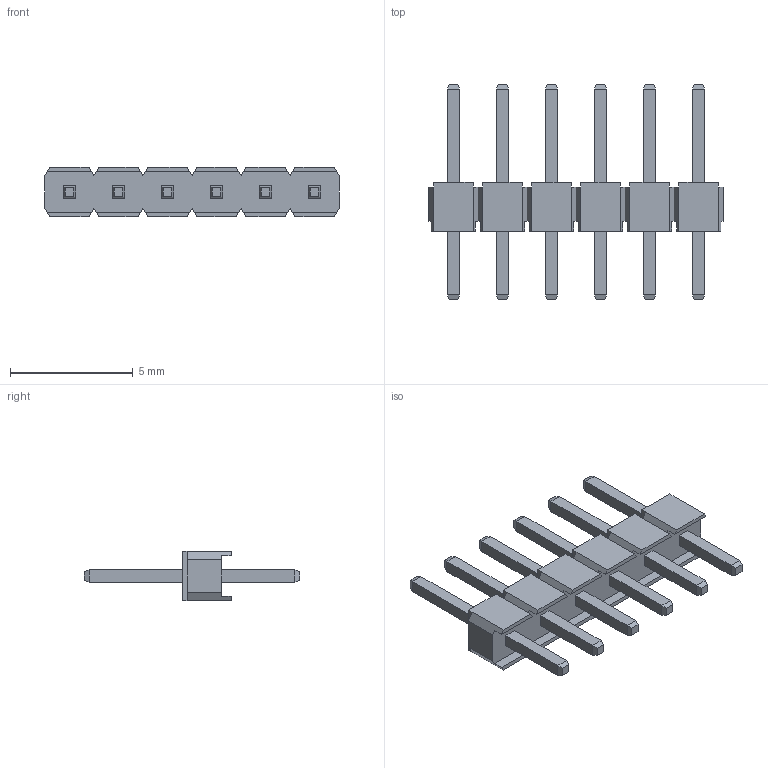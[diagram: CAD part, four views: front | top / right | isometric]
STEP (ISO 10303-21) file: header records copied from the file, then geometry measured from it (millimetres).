
FILE_DESCRIPTION (( 'STEP AP214' ), '1' );
FILE_NAME ('pls2-6.STEP', '2011-06-02T10:18:53', ( 'vpeshkov' ), ( 'licard' ), 'SwSTEP 2.0', 'SolidWorks 2009', '' );
FILE_SCHEMA (( 'AUTOMOTIVE_DESIGN' ));
Length unit declared in the file: millimetre
Products named in the file (1): pls2-6
Bounding box: 12 x 8.8 x 2 mm (x, y, z)
Volume: 48.3 mm3; surface area: 201.7 mm2
Topology: 1 solids, 1 shells, 196 faces, 474 edges, 292 vertices
Faces by surface type: plane 196
Entity records: 6724 total; most frequent: CARTESIAN_POINT 963, ORIENTED_EDGE 948, DIRECTION 868, EDGE_CURVE 474, VECTOR 474, LINE 474, VERTEX_POINT 292, EDGE_LOOP 208
